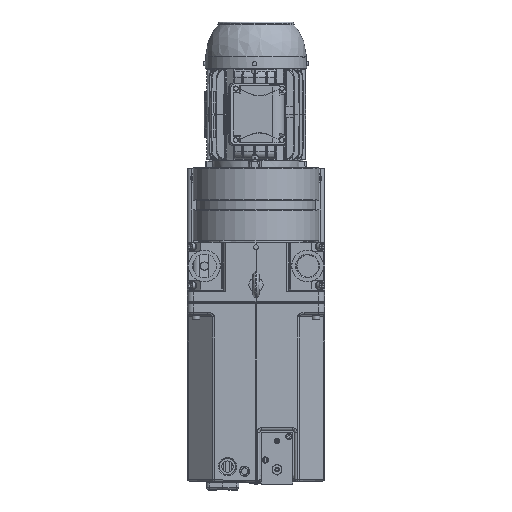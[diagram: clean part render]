
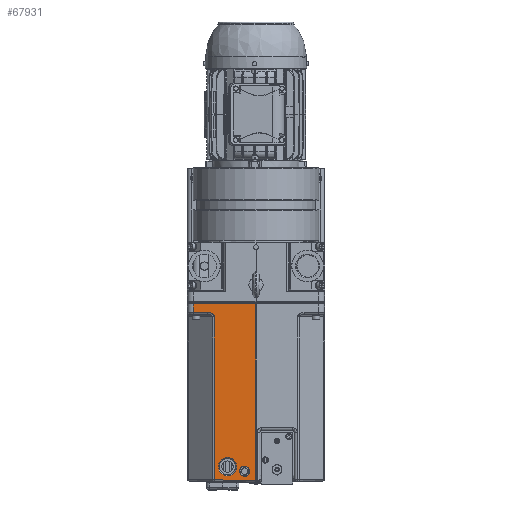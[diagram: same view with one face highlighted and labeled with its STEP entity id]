
A CAD part, top view. The second image highlights one B-rep face of the part: STEP entity #67931.
In plain terms, the highlighted planar face has unit normal (-0.018, 0, 1).
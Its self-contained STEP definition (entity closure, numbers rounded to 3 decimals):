
#1029=FACE_BOUND('',#12394,.T.);
#1030=FACE_BOUND('',#12395,.T.);
#2705=PLANE('',#73650);
#3268=ELLIPSE('',#73563,9.005,9.002);
#3272=ELLIPSE('',#73570,16.01,16.005);
#4779=B_SPLINE_CURVE_WITH_KNOTS('',3,(#132672,#132673,#132674,#132675,#132676,
#132677,#132678),.UNSPECIFIED.,.F.,.F.,(4,1,1,1,4),(-0.603,
-0.571,-0.286,-0.143,0.),
 .UNSPECIFIED.);
#4780=B_SPLINE_CURVE_WITH_KNOTS('',3,(#132680,#132681,#132682,#132683),
 .UNSPECIFIED.,.F.,.F.,(4,4),(-0.644,-0.603),
 .UNSPECIFIED.);
#4781=B_SPLINE_CURVE_WITH_KNOTS('',3,(#132685,#132686,#132687,#132688,#132689),
 .UNSPECIFIED.,.F.,.F.,(4,1,4),(-1.,-0.857,-0.644),
 .UNSPECIFIED.);
#8205=FACE_OUTER_BOUND('',#12393,.T.);
#12393=EDGE_LOOP('',(#56034,#56035,#56036,#56037,#56038,#56039,#56040,#56041,
#56042));
#12394=EDGE_LOOP('',(#56043));
#12395=EDGE_LOOP('',(#56044));
#20071=LINE('',#132614,#25054);
#20087=LINE('',#132662,#25070);
#20089=LINE('',#132668,#25072);
#20090=LINE('',#132670,#25073);
#20091=LINE('',#132691,#25074);
#20092=LINE('',#132692,#25075);
#25054=VECTOR('',#89051,10.);
#25070=VECTOR('',#89101,10.);
#25072=VECTOR('',#89107,10.);
#25073=VECTOR('',#89108,10.);
#25074=VECTOR('',#89109,10.);
#25075=VECTOR('',#89110,10.);
#30575=VERTEX_POINT('',#132317);
#30582=VERTEX_POINT('',#132339);
#30676=VERTEX_POINT('',#132604);
#30678=VERTEX_POINT('',#132610);
#30694=VERTEX_POINT('',#132661);
#30696=VERTEX_POINT('',#132667);
#30697=VERTEX_POINT('',#132669);
#30698=VERTEX_POINT('',#132671);
#30699=VERTEX_POINT('',#132679);
#30700=VERTEX_POINT('',#132684);
#30701=VERTEX_POINT('',#132690);
#39158=EDGE_CURVE('',#30575,#30575,#3268,.T.);
#39167=EDGE_CURVE('',#30582,#30582,#3272,.T.);
#39283=EDGE_CURVE('',#30676,#30678,#20071,.T.);
#39307=EDGE_CURVE('',#30678,#30694,#20087,.T.);
#39310=EDGE_CURVE('',#30696,#30676,#20089,.T.);
#39311=EDGE_CURVE('',#30697,#30696,#20090,.T.);
#39312=EDGE_CURVE('',#30698,#30697,#4779,.T.);
#39313=EDGE_CURVE('',#30699,#30698,#4780,.T.);
#39314=EDGE_CURVE('',#30700,#30699,#4781,.T.);
#39315=EDGE_CURVE('',#30701,#30700,#20091,.T.);
#39316=EDGE_CURVE('',#30694,#30701,#20092,.T.);
#56034=ORIENTED_EDGE('',*,*,#39283,.F.);
#56035=ORIENTED_EDGE('',*,*,#39310,.F.);
#56036=ORIENTED_EDGE('',*,*,#39311,.F.);
#56037=ORIENTED_EDGE('',*,*,#39312,.F.);
#56038=ORIENTED_EDGE('',*,*,#39313,.F.);
#56039=ORIENTED_EDGE('',*,*,#39314,.F.);
#56040=ORIENTED_EDGE('',*,*,#39315,.F.);
#56041=ORIENTED_EDGE('',*,*,#39316,.F.);
#56042=ORIENTED_EDGE('',*,*,#39307,.F.);
#56043=ORIENTED_EDGE('',*,*,#39158,.T.);
#56044=ORIENTED_EDGE('',*,*,#39167,.T.);
#67931=ADVANCED_FACE('',(#8205,#1029,#1030),#2705,.T.);
#73563=AXIS2_PLACEMENT_3D('',#132318,#88846,#88847);
#73570=AXIS2_PLACEMENT_3D('',#132340,#88862,#88863);
#73650=AXIS2_PLACEMENT_3D('',#132666,#89105,#89106);
#88846=DIRECTION('center_axis',(0.017,0.,
-1.));
#88847=DIRECTION('ref_axis',(-1.,0.,-0.017));
#88862=DIRECTION('center_axis',(0.017,0.,
-1.));
#88863=DIRECTION('ref_axis',(1.,0.,0.017));
#89051=DIRECTION('',(1.,0.,0.017));
#89101=DIRECTION('',(0.,-1.,0.));
#89105=DIRECTION('center_axis',(-0.017,0.,
1.));
#89106=DIRECTION('ref_axis',(-1.,0.,-0.017));
#89107=DIRECTION('',(0.,1.,0.));
#89108=DIRECTION('',(-1.,0.,-0.017));
#89109=DIRECTION('',(0.,1.,0.));
#89110=DIRECTION('',(-1.,0.017,-0.017));
#132317=CARTESIAN_POINT('',(-20.,-358.001,144.651));
#132318=CARTESIAN_POINT('Origin',(-19.843,-349.,144.654));
#132339=CARTESIAN_POINT('',(-50.,-357.002,144.127));
#132340=CARTESIAN_POINT('Origin',(-49.721,-341.,144.132));
#132604=CARTESIAN_POINT('',(-110.175,-56.009,143.077));
#132610=CARTESIAN_POINT('',(-0.087,-56.009,144.998));
#132614=CARTESIAN_POINT('',(-2.344,-56.009,144.959));
#132661=CARTESIAN_POINT('',(-0.087,-365.499,144.998));
#132662=CARTESIAN_POINT('',(-0.087,-54.,144.998));
#132666=CARTESIAN_POINT('Origin',(0.,-54.,
145.));
#132667=CARTESIAN_POINT('',(-110.175,-71.5,143.077));
#132668=CARTESIAN_POINT('',(-110.175,-54.,143.077));
#132669=CARTESIAN_POINT('',(-84.785,-71.5,143.52));
#132670=CARTESIAN_POINT('',(-1.243,-71.5,144.978));
#132671=CARTESIAN_POINT('',(-75.476,-74.,143.683));
#132672=CARTESIAN_POINT('Ctrl Pts',(-75.474,-73.999,
143.683));
#132673=CARTESIAN_POINT('Ctrl Pts',(-75.603,-73.889,
143.68));
#132674=CARTESIAN_POINT('Ctrl Pts',(-76.935,-72.825,
143.657));
#132675=CARTESIAN_POINT('Ctrl Pts',(-79.479,-71.802,
143.613));
#132676=CARTESIAN_POINT('Ctrl Pts',(-82.651,-71.494,
143.557));
#132677=CARTESIAN_POINT('Ctrl Pts',(-84.109,-71.5,
143.532));
#132678=CARTESIAN_POINT('Ctrl Pts',(-84.785,-71.5,
143.52));
#132679=CARTESIAN_POINT('',(-75.,-74.437,143.691));
#132680=CARTESIAN_POINT('Ctrl Pts',(-75.,-74.437,
143.691));
#132681=CARTESIAN_POINT('Ctrl Pts',(-75.15,-74.286,
143.688));
#132682=CARTESIAN_POINT('Ctrl Pts',(-75.309,-74.139,
143.685));
#132683=CARTESIAN_POINT('Ctrl Pts',(-75.475,-73.998,
143.683));
#132684=CARTESIAN_POINT('',(-72.98,-79.,143.726));
#132685=CARTESIAN_POINT('Ctrl Pts',(-72.98,-79.,
143.726));
#132686=CARTESIAN_POINT('Ctrl Pts',(-72.98,-78.323,
143.726));
#132687=CARTESIAN_POINT('Ctrl Pts',(-73.244,-76.748,
143.722));
#132688=CARTESIAN_POINT('Ctrl Pts',(-74.213,-75.224,
143.705));
#132689=CARTESIAN_POINT('Ctrl Pts',(-75.,-74.437,
143.691));
#132690=CARTESIAN_POINT('',(-72.98,-364.227,143.726));
#132691=CARTESIAN_POINT('',(-72.98,-54.,143.726));
#132692=CARTESIAN_POINT('',(-66.419,-364.341,143.841));
